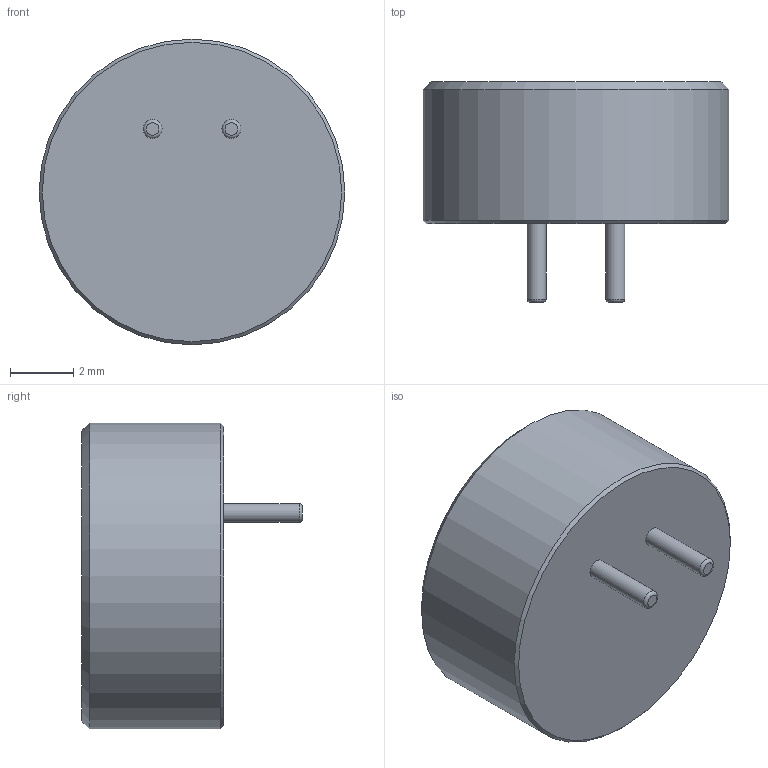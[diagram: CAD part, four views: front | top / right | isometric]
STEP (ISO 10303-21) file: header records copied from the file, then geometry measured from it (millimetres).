
FILE_DESCRIPTION(/* description */ (''),/* implementation_level */ '2;1');
FILE_NAME(/* name */ 'Microphone_9.5x4.5mm.step',/* time_stamp */ '2020-07-08T21:50:04+02:00',/* author */ (''),/* organization */ (''),/* preprocessor_version */ 'ST-DEVELOPER v18.1',/* originating_system */ 'Autodesk Translation Framework v9.3.0.1241',/* authorisation */ '');
FILE_SCHEMA (('AUTOMOTIVE_DESIGN { 1 0 10303 214 3 1 1 }'));
Length unit declared in the file: millimetre
Products named in the file (1): Microphone_9.5x4.5mm
Bounding box: 9.7 x 7 x 9.7 mm (x, y, z)
Volume: 332.9 mm3; surface area: 287.8 mm2
Topology: 1 solids, 1 shells, 11 faces, 19 edges, 12 vertices
Faces by surface type: plane 4, cylinder 3, cone 2, torus 2
Full cylindrical faces by diameter (mm): 0.6 x2, 9.7 x1
Entity records: 319 total; most frequent: DIRECTION 57, CARTESIAN_POINT 43, ORIENTED_EDGE 38, AXIS2_PLACEMENT_3D 26, EDGE_CURVE 19, CIRCLE 14, EDGE_LOOP 13, VERTEX_POINT 12
